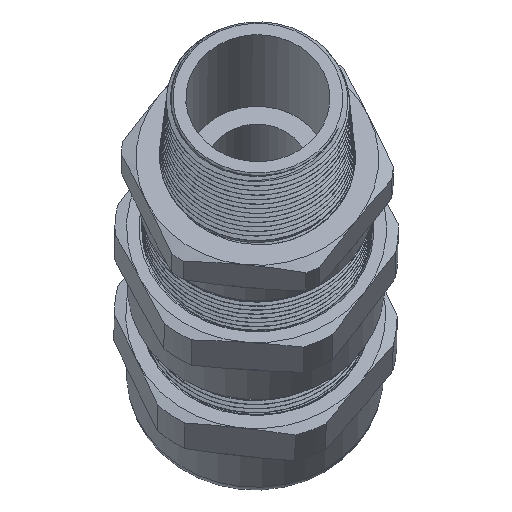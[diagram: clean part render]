
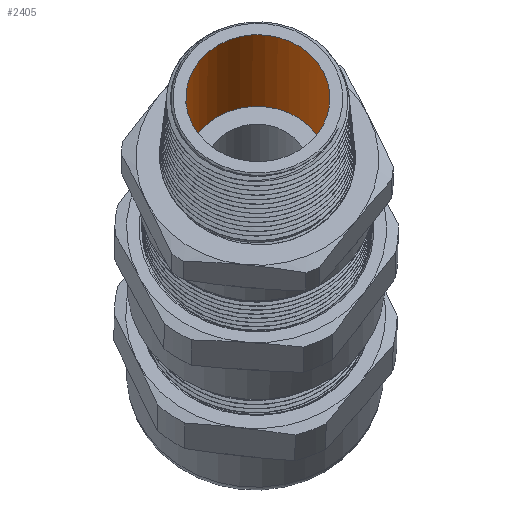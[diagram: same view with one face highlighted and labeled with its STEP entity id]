
A CAD part, left-side view. The second image highlights one B-rep face of the part: STEP entity #2405.
In plain terms, the highlighted cylindrical face has radius 12.47 mm (diameter 24.94 mm), a full revolution.
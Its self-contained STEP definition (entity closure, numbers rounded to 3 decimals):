
#334=CYLINDRICAL_SURFACE('',#2816,12.47);
#408=FACE_BOUND('',#863,.T.);
#621=FACE_OUTER_BOUND('',#862,.T.);
#862=EDGE_LOOP('',(#2181));
#863=EDGE_LOOP('',(#2182));
#997=CIRCLE('',#2751,12.47);
#1028=CIRCLE('',#2815,12.47);
#1204=VERTEX_POINT('',#14580);
#1247=VERTEX_POINT('',#15735);
#1491=EDGE_CURVE('',#1204,#1204,#997,.T.);
#1560=EDGE_CURVE('',#1247,#1247,#1028,.T.);
#2181=ORIENTED_EDGE('',*,*,#1560,.T.);
#2182=ORIENTED_EDGE('',*,*,#1491,.F.);
#2405=ADVANCED_FACE('',(#621,#408),#334,.F.);
#2751=AXIS2_PLACEMENT_3D('',#14581,#3371,#3372);
#2815=AXIS2_PLACEMENT_3D('',#15736,#3511,#3512);
#2816=AXIS2_PLACEMENT_3D('',#15737,#3513,#3514);
#3371=DIRECTION('center_axis',(1.,0.,0.));
#3372=DIRECTION('ref_axis',(0.,0.,-1.));
#3511=DIRECTION('center_axis',(1.,0.,0.));
#3512=DIRECTION('ref_axis',(0.,0.,-1.));
#3513=DIRECTION('center_axis',(1.,0.,0.));
#3514=DIRECTION('ref_axis',(0.,1.,0.));
#14580=CARTESIAN_POINT('',(-53.35,12.47,0.));
#14581=CARTESIAN_POINT('Origin',(-53.35,0.,0.));
#15735=CARTESIAN_POINT('',(-27.2,12.47,0.));
#15736=CARTESIAN_POINT('Origin',(-27.2,0.,0.));
#15737=CARTESIAN_POINT('Origin',(-40.275,0.,0.));
